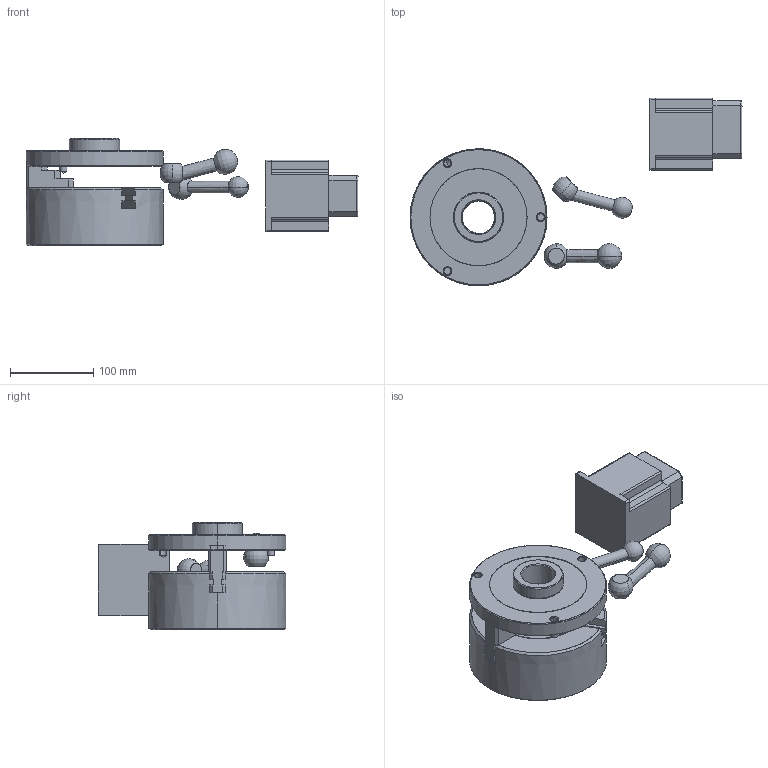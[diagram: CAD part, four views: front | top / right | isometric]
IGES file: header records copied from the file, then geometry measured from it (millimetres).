
Start section: SolidWorks IGES file using analytic representation for surfaces
Global section: file name: 341123 6-INCH SUPER SPACER W-CHUCK.IGS; native system: SolidWorks 2012; preprocessor: SolidWorks 2012; author: rtooley; date: 140609.115612; units: inch
Bounding box: 399.96 x 226.02 x 129.44 mm (x, y, z)
Surface area: 272129.1 mm2 (no closed solid volume)
Topology: 0 solids, 0 shells, 224 faces, 3237 edges, 3237 vertices
Faces by surface type: bspline 120, revolution 104
